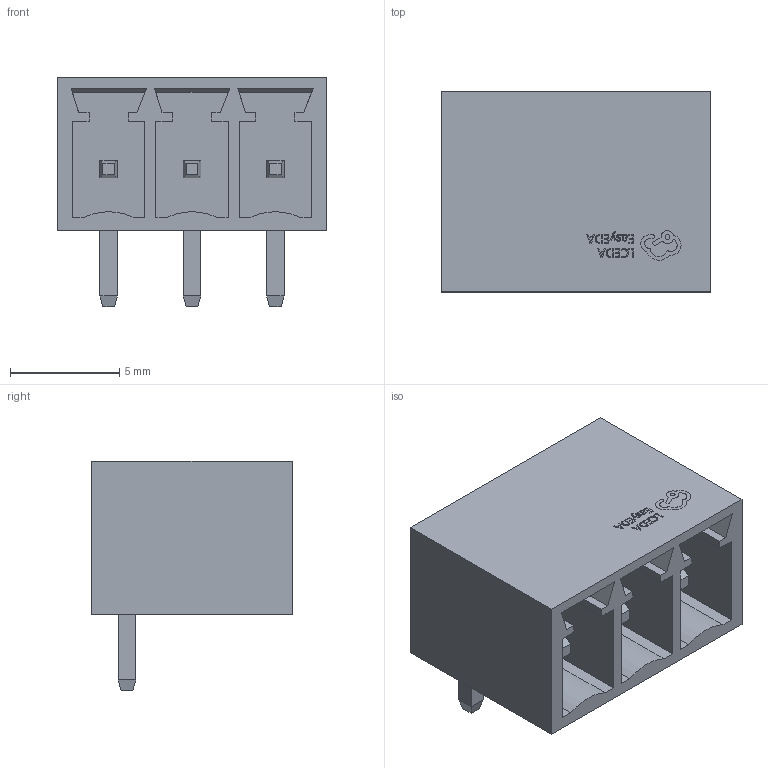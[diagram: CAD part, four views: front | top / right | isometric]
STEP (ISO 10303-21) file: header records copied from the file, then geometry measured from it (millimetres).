
FILE_DESCRIPTION (( 'STEP AP214' ), '1' );
FILE_NAME ('CONN-TH_3P_L12.3-W9.2-H7.0-P3.81.step', '2022-08-08T02:32:41', ( '' ), ( '' ), 'SwSTEP 2.0', 'SolidWorks 2020', '' );
FILE_SCHEMA (( 'AUTOMOTIVE_DESIGN' ));
Length unit declared in the file: millimetre
Products named in the file (1): CONN-TH_3P_L12.3-W9.2-H7.0-P3.81
Bounding box: 12.31 x 9.15 x 10.5 mm (x, y, z)
Volume: 413.8 mm3; surface area: 1105 mm2
Topology: 14 solids, 14 shells, 479 faces, 1260 edges, 828 vertices
Faces by surface type: plane 343, bspline 121, cylinder 15
Entity records: 20901 total; most frequent: CARTESIAN_POINT 5023, ORIENTED_EDGE 2520, DIRECTION 1792, EDGE_CURVE 1260, LINE 990, VECTOR 990, VERTEX_POINT 828, EDGE_LOOP 510
